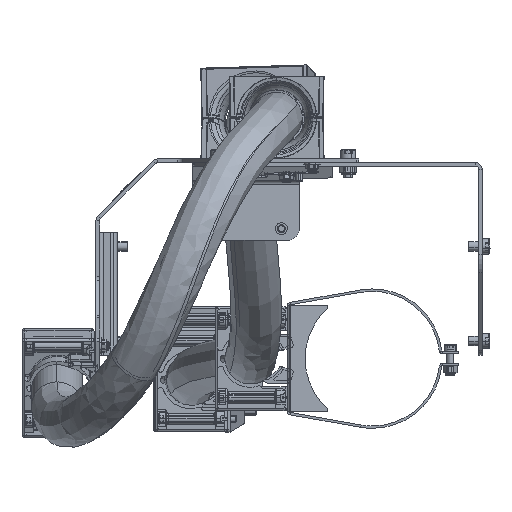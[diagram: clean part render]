
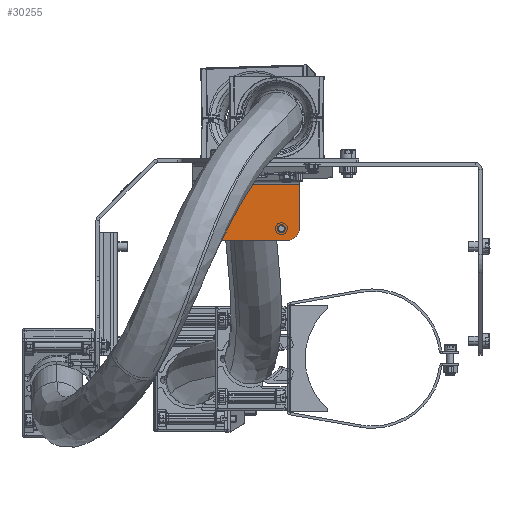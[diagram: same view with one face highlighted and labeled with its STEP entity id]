
A CAD part, left-side view. The second image highlights one B-rep face of the part: STEP entity #30255.
In plain terms, the highlighted planar face has unit normal (-1, 0, 0).
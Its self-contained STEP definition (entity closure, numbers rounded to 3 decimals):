
#1165 = DIRECTION ( 'NONE',  ( 0., 0., 1. ) ) ;
#2619 = ORIENTED_EDGE ( 'NONE', *, *, #141748, .T. ) ;
#4994 = CARTESIAN_POINT ( 'NONE',  ( 423., 73.7, 1875. ) ) ;
#6687 = ORIENTED_EDGE ( 'NONE', *, *, #57981, .F. ) ;
#9269 = EDGE_CURVE ( 'NONE', #78470, #131058, #28393, .T. ) ;
#9386 = EDGE_LOOP ( 'NONE', ( #88901, #209237 ) ) ;
#14240 = DIRECTION ( 'NONE',  ( 0., 0., 1. ) ) ;
#15900 = DIRECTION ( 'NONE',  ( -1., 0., 0. ) ) ;
#16457 = CARTESIAN_POINT ( 'NONE',  ( 423., 62., 1933.261 ) ) ;
#19278 = ORIENTED_EDGE ( 'NONE', *, *, #207230, .T. ) ;
#19503 = EDGE_CURVE ( 'NONE', #86741, #187527, #133547, .T. ) ;
#19623 = VECTOR ( 'NONE', #151689, 1000. ) ;
#20025 = DIRECTION ( 'NONE',  ( -1., 0., 0. ) ) ;
#23312 = VECTOR ( 'NONE', #207653, 1000. ) ;
#24349 = AXIS2_PLACEMENT_3D ( 'NONE', #98729, #15900, #117737 ) ;
#26574 = DIRECTION ( 'NONE',  ( 0., 0., 1. ) ) ;
#28393 = CIRCLE ( 'NONE', #107131, 3.3 ) ;
#30255 = ADVANCED_FACE ( 'NONE', ( #86248, #208210, #52607 ), #174629, .T. ) ;
#32784 = CARTESIAN_POINT ( 'NONE',  ( 423., 34., 1865.013 ) ) ;
#34471 = CARTESIAN_POINT ( 'NONE',  ( 423., 140.3, 1875. ) ) ;
#37709 = ORIENTED_EDGE ( 'NONE', *, *, #19503, .F. ) ;
#37911 = DIRECTION ( 'NONE',  ( -1., 0., 0. ) ) ;
#48287 = EDGE_LOOP ( 'NONE', ( #37709, #166816, #2619, #6687, #198481, #19278 ) ) ;
#49738 = EDGE_CURVE ( 'NONE', #182581, #67497, #153961, .T. ) ;
#52607 = FACE_OUTER_BOUND ( 'NONE', #48287, .T. ) ;
#53693 = CARTESIAN_POINT ( 'NONE',  ( 423., 34., 1933.261 ) ) ;
#53803 = DIRECTION ( 'NONE',  ( 0., 0., 1. ) ) ;
#57908 = CARTESIAN_POINT ( 'NONE',  ( 423., 137., 1875. ) ) ;
#57981 = EDGE_CURVE ( 'NONE', #67497, #204069, #183052, .T. ) ;
#60310 = CARTESIAN_POINT ( 'NONE',  ( 423., 80.3, 1875. ) ) ;
#63443 = CARTESIAN_POINT ( 'NONE',  ( 423., 142., 1865.013 ) ) ;
#63781 = CARTESIAN_POINT ( 'NONE',  ( 423., 152., 1875.013 ) ) ;
#67497 = VERTEX_POINT ( 'NONE', #214238 ) ;
#68455 = DIRECTION ( 'NONE',  ( -1., 0., 0. ) ) ;
#70370 = DIRECTION ( 'NONE',  ( 0., 0., 1. ) ) ;
#70634 = DIRECTION ( 'NONE',  ( -1., 0., 0. ) ) ;
#71819 = CARTESIAN_POINT ( 'NONE',  ( 423., 62., 1875.013 ) ) ;
#76030 = VECTOR ( 'NONE', #101056, 1000. ) ;
#78470 = VERTEX_POINT ( 'NONE', #34471 ) ;
#86248 = FACE_BOUND ( 'NONE', #9386, .T. ) ;
#86741 = VERTEX_POINT ( 'NONE', #109435 ) ;
#87310 = AXIS2_PLACEMENT_3D ( 'NONE', #107512, #70634, #53803 ) ;
#88901 = ORIENTED_EDGE ( 'NONE', *, *, #9269, .F. ) ;
#94788 = CIRCLE ( 'NONE', #219968, 3.3 ) ;
#96424 = AXIS2_PLACEMENT_3D ( 'NONE', #210264, #20025, #193467 ) ;
#98729 = CARTESIAN_POINT ( 'NONE',  ( 423., 77., 1875. ) ) ;
#101056 = DIRECTION ( 'NONE',  ( 0., 1., 0. ) ) ;
#102522 = ORIENTED_EDGE ( 'NONE', *, *, #118576, .F. ) ;
#103160 = DIRECTION ( 'NONE',  ( 0., 0., 1. ) ) ;
#103532 = EDGE_LOOP ( 'NONE', ( #211375, #102522 ) ) ;
#105213 = DIRECTION ( 'NONE',  ( -1., 0., 0. ) ) ;
#107131 = AXIS2_PLACEMENT_3D ( 'NONE', #189363, #68455, #103160 ) ;
#107512 = CARTESIAN_POINT ( 'NONE',  ( 423., 77., 1875. ) ) ;
#109435 = CARTESIAN_POINT ( 'NONE',  ( 423., 72., 1865.013 ) ) ;
#110125 = AXIS2_PLACEMENT_3D ( 'NONE', #119665, #37911, #70370 ) ;
#111619 = DIRECTION ( 'NONE',  ( -1., 0., 0. ) ) ;
#117737 = DIRECTION ( 'NONE',  ( 0., 0., 1. ) ) ;
#118576 = EDGE_CURVE ( 'NONE', #139510, #192947, #212408, .T. ) ;
#119385 = LINE ( 'NONE', #16457, #143077 ) ;
#119665 = CARTESIAN_POINT ( 'NONE',  ( 423., 142., 1875.013 ) ) ;
#131058 = VERTEX_POINT ( 'NONE', #208062 ) ;
#131582 = CIRCLE ( 'NONE', #24349, 3.3 ) ;
#133547 = LINE ( 'NONE', #32784, #76030 ) ;
#137143 = CARTESIAN_POINT ( 'NONE',  ( 423., 152., 1933.261 ) ) ;
#139510 = VERTEX_POINT ( 'NONE', #4994 ) ;
#141559 = EDGE_CURVE ( 'NONE', #86741, #210841, #171553, .T. ) ;
#141748 = EDGE_CURVE ( 'NONE', #210841, #204069, #119385, .T. ) ;
#143077 = VECTOR ( 'NONE', #14240, 1000. ) ;
#149555 = AXIS2_PLACEMENT_3D ( 'NONE', #53693, #105213, #1165 ) ;
#151689 = DIRECTION ( 'NONE',  ( 0., -1., 0. ) ) ;
#152535 = EDGE_CURVE ( 'NONE', #131058, #78470, #94788, .T. ) ;
#153961 = LINE ( 'NONE', #137143, #23312 ) ;
#166250 = CARTESIAN_POINT ( 'NONE',  ( 423., 172., 1912.496 ) ) ;
#166816 = ORIENTED_EDGE ( 'NONE', *, *, #141559, .T. ) ;
#171553 = CIRCLE ( 'NONE', #96424, 10. ) ;
#172699 = EDGE_CURVE ( 'NONE', #192947, #139510, #131582, .T. ) ;
#174629 = PLANE ( 'NONE',  #149555 ) ;
#177104 = CARTESIAN_POINT ( 'NONE',  ( 423., 62., 1912.496 ) ) ;
#178219 = CIRCLE ( 'NONE', #110125, 10. ) ;
#182581 = VERTEX_POINT ( 'NONE', #63781 ) ;
#183052 = LINE ( 'NONE', #166250, #19623 ) ;
#187527 = VERTEX_POINT ( 'NONE', #63443 ) ;
#189363 = CARTESIAN_POINT ( 'NONE',  ( 423., 137., 1875. ) ) ;
#192947 = VERTEX_POINT ( 'NONE', #60310 ) ;
#193467 = DIRECTION ( 'NONE',  ( 0., 0., 1. ) ) ;
#198481 = ORIENTED_EDGE ( 'NONE', *, *, #49738, .F. ) ;
#204069 = VERTEX_POINT ( 'NONE', #177104 ) ;
#207230 = EDGE_CURVE ( 'NONE', #182581, #187527, #178219, .T. ) ;
#207653 = DIRECTION ( 'NONE',  ( 0., 0., 1. ) ) ;
#208062 = CARTESIAN_POINT ( 'NONE',  ( 423., 133.7, 1875. ) ) ;
#208210 = FACE_BOUND ( 'NONE', #103532, .T. ) ;
#209237 = ORIENTED_EDGE ( 'NONE', *, *, #152535, .F. ) ;
#210264 = CARTESIAN_POINT ( 'NONE',  ( 423., 72., 1875.013 ) ) ;
#210841 = VERTEX_POINT ( 'NONE', #71819 ) ;
#211375 = ORIENTED_EDGE ( 'NONE', *, *, #172699, .F. ) ;
#212408 = CIRCLE ( 'NONE', #87310, 3.3 ) ;
#214238 = CARTESIAN_POINT ( 'NONE',  ( 423., 152., 1912.496 ) ) ;
#219968 = AXIS2_PLACEMENT_3D ( 'NONE', #57908, #111619, #26574 ) ;
